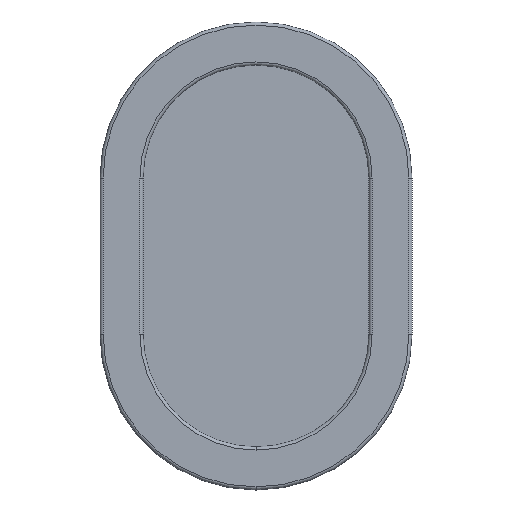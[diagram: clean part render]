
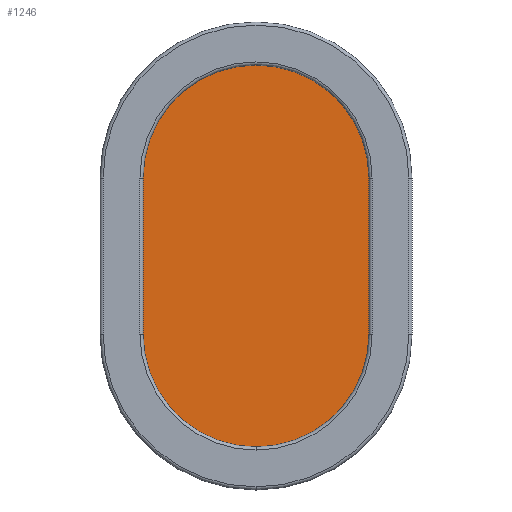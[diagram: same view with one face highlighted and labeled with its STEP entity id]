
A CAD part, front view. The second image highlights one B-rep face of the part: STEP entity #1246.
In plain terms, the highlighted planar face has unit normal (0, -1, 0).
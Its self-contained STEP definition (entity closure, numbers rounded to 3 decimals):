
#287=CARTESIAN_POINT('',(-7.24,-0.01,-5.));
#288=VERTEX_POINT('',#287);
#313=CARTESIAN_POINT('',(7.24,-0.01,-5.));
#314=VERTEX_POINT('',#313);
#321=CARTESIAN_POINT('',(0.,-0.01,-5.));
#322=DIRECTION('',(0.,-1.,0.));
#323=DIRECTION('',(0.,0.,1.));
#324=AXIS2_PLACEMENT_3D('',#321,#322,#323);
#325=CIRCLE('',#324,7.24);
#326=EDGE_CURVE('',#288,#314,#325,.T.);
#345=CARTESIAN_POINT('',(7.24,-0.01,5.));
#346=VERTEX_POINT('',#345);
#353=CARTESIAN_POINT('',(7.24,-0.01,-5.));
#354=DIRECTION('',(-0.,0.,1.));
#355=VECTOR('',#354,10.);
#356=LINE('',#353,#355);
#357=EDGE_CURVE('',#314,#346,#356,.T.);
#367=CARTESIAN_POINT('',(0.,-0.01,12.24));
#368=VERTEX_POINT('',#367);
#377=CARTESIAN_POINT('',(0.,-0.01,5.));
#378=DIRECTION('',(0.,-1.,0.));
#379=DIRECTION('',(0.,0.,1.));
#380=AXIS2_PLACEMENT_3D('',#377,#378,#379);
#381=CIRCLE('',#380,7.24);
#382=EDGE_CURVE('',#346,#368,#381,.T.);
#402=CARTESIAN_POINT('',(-7.24,-0.01,5.));
#403=VERTEX_POINT('',#402);
#417=CARTESIAN_POINT('',(-7.24,-0.01,5.));
#418=DIRECTION('',(-0.,0.,-1.));
#419=VECTOR('',#418,10.);
#420=LINE('',#417,#419);
#421=EDGE_CURVE('',#403,#288,#420,.T.);
#1228=CARTESIAN_POINT('',(0.,-0.01,5.));
#1229=DIRECTION('',(0.,1.,0.));
#1230=DIRECTION('',(0.,0.,1.));
#1231=AXIS2_PLACEMENT_3D('',#1228,#1229,#1230);
#1232=PLANE('',#1231);
#1233=ORIENTED_EDGE('',*,*,#382,.T.);
#1234=CARTESIAN_POINT('',(0.,-0.01,5.));
#1235=DIRECTION('',(0.,-1.,0.));
#1236=DIRECTION('',(0.,0.,1.));
#1237=AXIS2_PLACEMENT_3D('',#1234,#1235,#1236);
#1238=CIRCLE('',#1237,7.24);
#1239=EDGE_CURVE('',#368,#403,#1238,.T.);
#1240=ORIENTED_EDGE('',*,*,#1239,.T.);
#1241=ORIENTED_EDGE('',*,*,#421,.T.);
#1242=ORIENTED_EDGE('',*,*,#326,.T.);
#1243=ORIENTED_EDGE('',*,*,#357,.T.);
#1244=EDGE_LOOP('',(#1233,#1240,#1241,#1242,#1243));
#1245=FACE_BOUND('',#1244,.T.);
#1246=ADVANCED_FACE('',(#1245),#1232,.F.);
